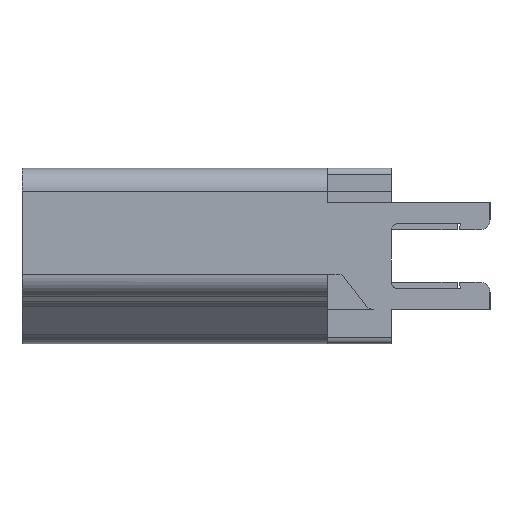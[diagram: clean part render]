
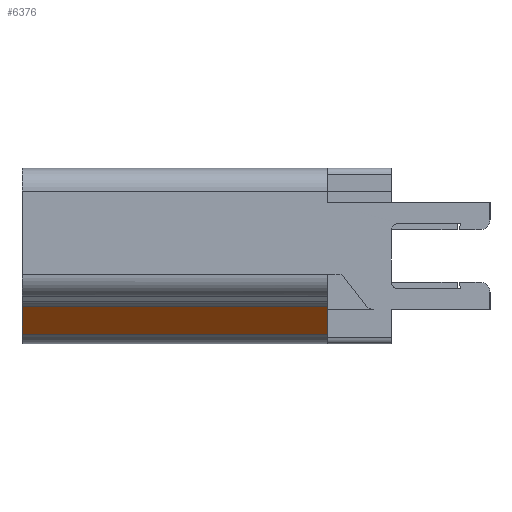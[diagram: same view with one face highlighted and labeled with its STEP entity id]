
A CAD part, left-side view. The second image highlights one B-rep face of the part: STEP entity #6376.
In plain terms, the highlighted planar face has unit normal (-0.738, 0, -0.675).
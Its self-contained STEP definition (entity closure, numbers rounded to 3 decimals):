
#179=DIRECTION('',(-0.675,0.,0.737));
#180=VECTOR('',#179,1.133);
#181=CARTESIAN_POINT('',(-5.407,0.,-2.379));
#182=LINE('',#181,#180);
#183=DIRECTION('',(0.,1.,0.));
#184=VECTOR('',#183,9.3);
#185=CARTESIAN_POINT('',(-5.407,0.,-2.379));
#186=LINE('',#185,#184);
#3013=DIRECTION('',(-0.675,0.,0.737));
#3014=VECTOR('',#3013,1.133);
#3015=CARTESIAN_POINT('',(-5.407,9.3,-2.379));
#3016=LINE('',#3015,#3014);
#3857=DIRECTION('',(0.,1.,0.));
#3858=VECTOR('',#3857,9.3);
#3859=CARTESIAN_POINT('',(-6.172,0.,-1.543));
#3860=LINE('',#3859,#3858);
#4769=CARTESIAN_POINT('',(-6.172,9.3,-1.543));
#4771=VERTEX_POINT('',#4769);
#4799=CARTESIAN_POINT('',(-5.407,9.3,-2.379));
#4800=VERTEX_POINT('',#4799);
#4845=CARTESIAN_POINT('',(-5.407,0.,-2.379));
#4846=CARTESIAN_POINT('',(-6.172,0.,-1.543));
#4847=VERTEX_POINT('',#4845);
#4848=VERTEX_POINT('',#4846);
#6362=CARTESIAN_POINT('',(-5.407,0.,-2.379));
#6363=DIRECTION('',(-0.737,0.,-0.675));
#6364=DIRECTION('',(-0.675,0.,0.737));
#6365=AXIS2_PLACEMENT_3D('',#6362,#6363,#6364);
#6366=PLANE('',#6365);
#6367=ORIENTED_EDGE('',*,*,#6182,.F.);
#6369=ORIENTED_EDGE('',*,*,#6368,.T.);
#6371=ORIENTED_EDGE('',*,*,#6370,.T.);
#6373=ORIENTED_EDGE('',*,*,#6372,.F.);
#6374=EDGE_LOOP('',(#6367,#6369,#6371,#6373));
#6375=FACE_OUTER_BOUND('',#6374,.F.);
#6182=EDGE_CURVE('',#4847,#4848,#182,.T.);
#6368=EDGE_CURVE('',#4847,#4800,#186,.T.);
#6370=EDGE_CURVE('',#4800,#4771,#3016,.T.);
#6372=EDGE_CURVE('',#4848,#4771,#3860,.T.);
#6376=ADVANCED_FACE('',(#6375),#6366,.T.);
